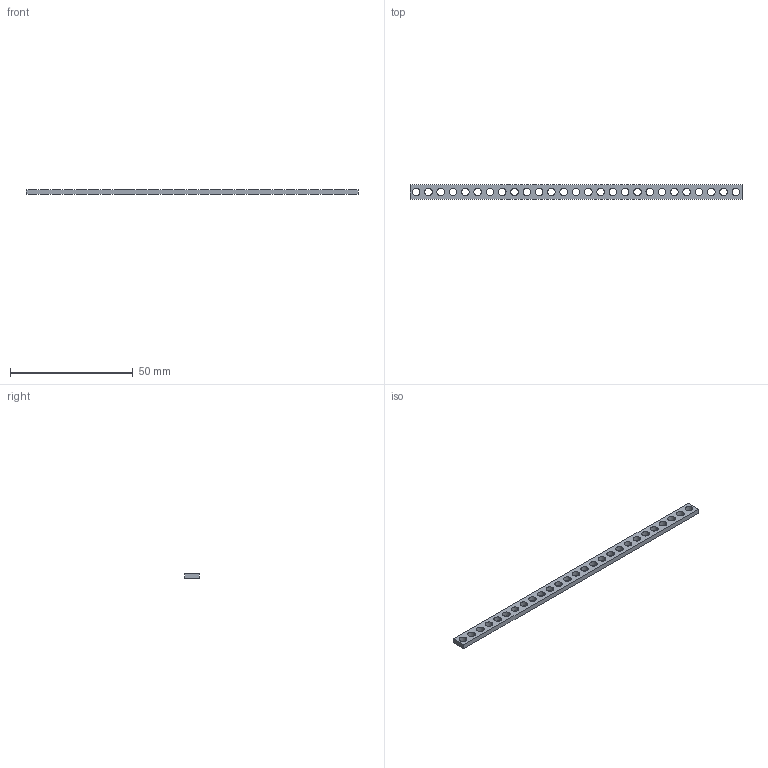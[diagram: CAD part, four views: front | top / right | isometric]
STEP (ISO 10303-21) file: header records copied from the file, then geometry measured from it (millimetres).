
FILE_DESCRIPTION (( 'STEP AP214' ), '1' );
FILE_NAME ('Strip bracket 135mm (27 holes).STEP', '2022-02-11T12:39:54', ( '' ), ( '' ), 'SwSTEP 2.0', 'SolidWorks 2016', '' );
FILE_SCHEMA (( 'AUTOMOTIVE_DESIGN' ));
Length unit declared in the file: millimetre
Products named in the file (2): Strip bracket 135mm (27 holes)
Bounding box: 135 x 6 x 2 mm (x, y, z)
Volume: 1212.4 mm3; surface area: 2302.3 mm2
Topology: 1 solids, 1 shells, 60 faces, 174 edges, 116 vertices
Faces by surface type: cylinder 54, plane 6
Entity records: 2203 total; most frequent: DIRECTION 406, CARTESIAN_POINT 352, ORIENTED_EDGE 348, EDGE_CURVE 174, AXIS2_PLACEMENT_3D 170, VERTEX_POINT 116, EDGE_LOOP 114, CIRCLE 108
